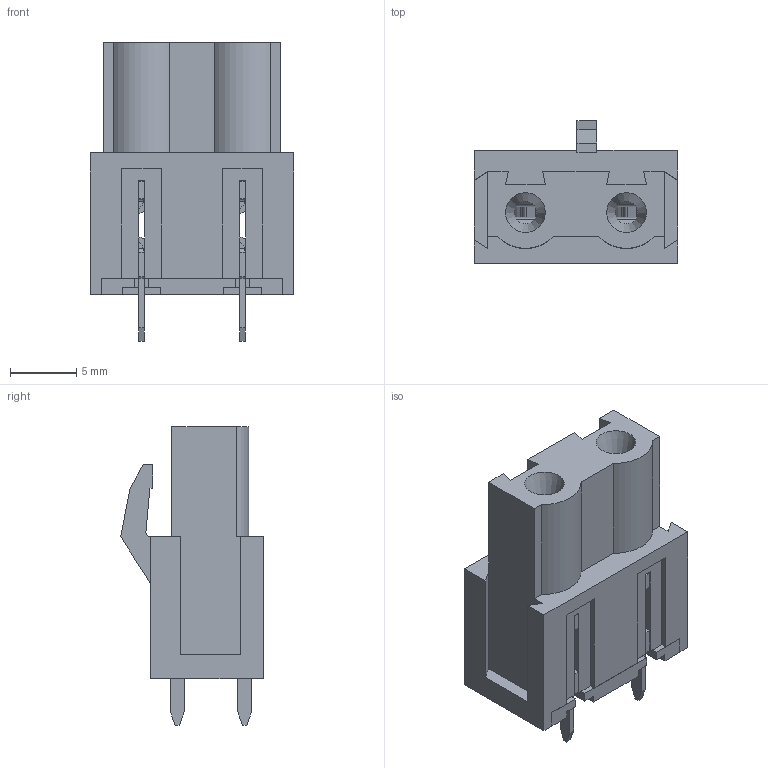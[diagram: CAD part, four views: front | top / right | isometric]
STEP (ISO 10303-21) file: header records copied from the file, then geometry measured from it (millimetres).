
FILE_DESCRIPTION( ( 'Unknown' ), '1' );
FILE_NAME( '691307400002.stp', 'Unknown', ( 'Unknown' ), ( 'Unknown' ), 'PSStep 14.0', 'Unknown', ' ' );
FILE_SCHEMA( ( 'AUTOMOTIVE_DESIGN { 1 0 10303 214 1 1 1 1 }' ) );
Length unit declared in the file: millimetre
Products named in the file (4): Assem1; 691309410002; 6913074000xx_PIN; 691309410002_CAPOT
Assembly tree (4 placements, depth 2):
  Assem1
    691309410002
    6913074000xx_PIN  x2
    691309410002_CAPOT
Bounding box: 15.34 x 10.75 x 22.5 mm (x, y, z)
Volume: 1199.3 mm3; surface area: 2653.9 mm2
Topology: 4 solids, 4 shells, 342 faces, 949 edges, 613 vertices
Faces by surface type: plane 253, cylinder 81, cone 4, sphere 4
Full cylindrical faces by diameter (mm): 0.9 x4
Entity records: 9941 total; most frequent: CARTESIAN_POINT 1475, ORIENTED_EDGE 1366, DIRECTION 1265, EDGE_CURVE 683, LINE 573, VECTOR 573, VERTEX_POINT 448, AXIS2_PLACEMENT_3D 346
